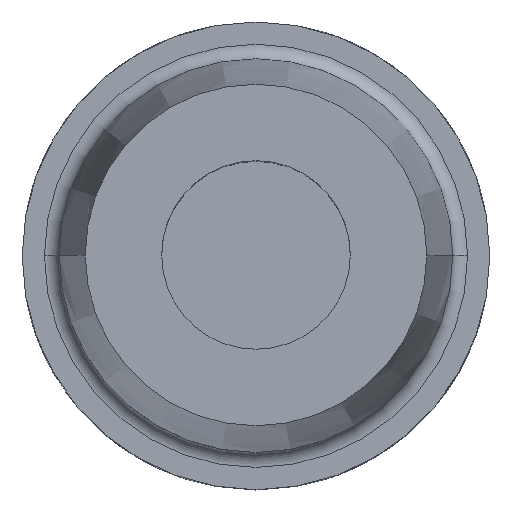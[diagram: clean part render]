
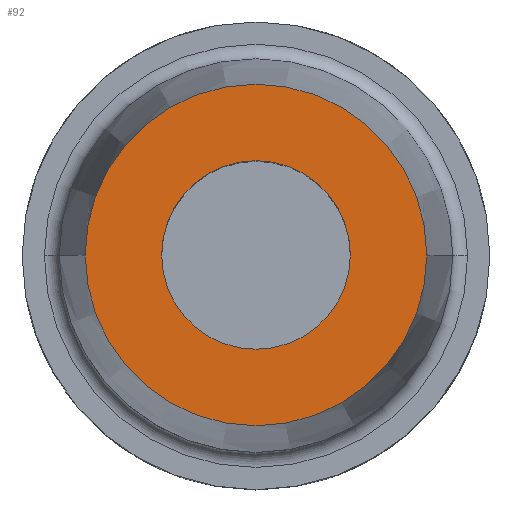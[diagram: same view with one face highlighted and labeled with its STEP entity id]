
A CAD part, top view. The second image highlights one B-rep face of the part: STEP entity #92.
In plain terms, the highlighted planar face has unit normal (0, 0, 1).
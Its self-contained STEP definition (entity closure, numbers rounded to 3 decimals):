
#1 = CARTESIAN_POINT ( 'NONE',  ( 23., 0., 90. ) ) ;
#25 = DIRECTION ( 'NONE',  ( 0., 0., -1. ) ) ;
#51 = EDGE_LOOP ( 'NONE', ( #4103, #3668 ) ) ;
#89 = FACE_BOUND ( 'NONE', #51, .T. ) ;
#92 = ADVANCED_FACE ( 'NONE', ( #89, #3903 ), #1131, .T. ) ;
#115 = AXIS2_PLACEMENT_3D ( 'NONE', #2500, #232, #2878 ) ;
#178 = CIRCLE ( 'NONE', #2748, 12.7 ) ;
#232 = DIRECTION ( 'NONE',  ( 0., 0., -1. ) ) ;
#400 = DIRECTION ( 'NONE',  ( 1., 0., 0. ) ) ;
#412 = CARTESIAN_POINT ( 'NONE',  ( 12.7, 0., 90. ) ) ;
#556 = DIRECTION ( 'NONE',  ( 0., 0., -1. ) ) ;
#558 = VERTEX_POINT ( 'NONE', #1 ) ;
#580 = AXIS2_PLACEMENT_3D ( 'NONE', #3959, #1659, #4318 ) ;
#923 = EDGE_CURVE ( 'NONE', #3076, #558, #4620, .T. ) ;
#1016 = AXIS2_PLACEMENT_3D ( 'NONE', #4561, #1782, #400 ) ;
#1131 = PLANE ( 'NONE',  #1016 ) ;
#1213 = ORIENTED_EDGE ( 'NONE', *, *, #923, .F. ) ;
#1659 = DIRECTION ( 'NONE',  ( 0., 0., -1. ) ) ;
#1764 = CARTESIAN_POINT ( 'NONE',  ( -23., 0., 90. ) ) ;
#1767 = EDGE_CURVE ( 'NONE', #558, #3076, #3412, .T. ) ;
#1782 = DIRECTION ( 'NONE',  ( 0., 0., 1. ) ) ;
#1847 = VERTEX_POINT ( 'NONE', #412 ) ;
#1938 = CIRCLE ( 'NONE', #115, 12.7 ) ;
#2268 = CARTESIAN_POINT ( 'NONE',  ( -12.7, 0., 90. ) ) ;
#2294 = CARTESIAN_POINT ( 'NONE',  ( 0., 0., 90. ) ) ;
#2344 = EDGE_LOOP ( 'NONE', ( #1213, #4245 ) ) ;
#2500 = CARTESIAN_POINT ( 'NONE',  ( 0., 0., 90. ) ) ;
#2677 = DIRECTION ( 'NONE',  ( -1., 0., 0. ) ) ;
#2748 = AXIS2_PLACEMENT_3D ( 'NONE', #2821, #556, #3206 ) ;
#2821 = CARTESIAN_POINT ( 'NONE',  ( 0., 0., 90. ) ) ;
#2878 = DIRECTION ( 'NONE',  ( -1., 0., 0. ) ) ;
#3076 = VERTEX_POINT ( 'NONE', #1764 ) ;
#3206 = DIRECTION ( 'NONE',  ( -1., 0., 0. ) ) ;
#3412 = CIRCLE ( 'NONE', #3883, 23. ) ;
#3668 = ORIENTED_EDGE ( 'NONE', *, *, #3893, .T. ) ;
#3693 = VERTEX_POINT ( 'NONE', #2268 ) ;
#3883 = AXIS2_PLACEMENT_3D ( 'NONE', #2294, #25, #2677 ) ;
#3893 = EDGE_CURVE ( 'NONE', #1847, #3693, #178, .T. ) ;
#3903 = FACE_OUTER_BOUND ( 'NONE', #2344, .T. ) ;
#3959 = CARTESIAN_POINT ( 'NONE',  ( 0., 0., 90. ) ) ;
#4066 = EDGE_CURVE ( 'NONE', #3693, #1847, #1938, .T. ) ;
#4103 = ORIENTED_EDGE ( 'NONE', *, *, #4066, .T. ) ;
#4245 = ORIENTED_EDGE ( 'NONE', *, *, #1767, .F. ) ;
#4318 = DIRECTION ( 'NONE',  ( -1., 0., 0. ) ) ;
#4561 = CARTESIAN_POINT ( 'NONE',  ( 0., 23., 90. ) ) ;
#4620 = CIRCLE ( 'NONE', #580, 23. ) ;
